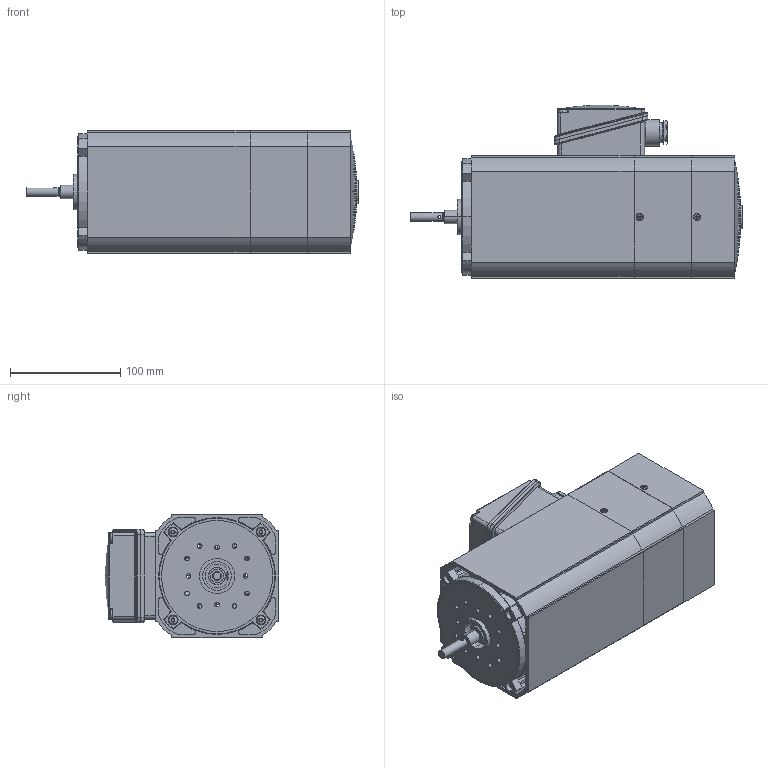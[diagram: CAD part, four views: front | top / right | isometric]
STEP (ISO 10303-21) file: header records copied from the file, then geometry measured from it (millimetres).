
FILE_DESCRIPTION (( 'STEP AP203' ), '1' );
FILE_NAME ('Motor_IGL100-80-+-E-201510.STEP', '2012-07-25T09:41:31', ( '' ), ( '' ), 'SwSTEP 2.0', 'SolidWorks 2011', '' );
FILE_SCHEMA (( 'CONFIG_CONTROL_DESIGN' ));
Length unit declared in the file: millimetre
Products named in the file (1): Motor_IGL100-80-+-E-201510
Bounding box: 301.5 x 157.5 x 112 mm (x, y, z)
Surface area: 282124.2 mm2 (no closed solid volume)
Topology: 0 solids, 43 shells, 954 faces, 3161 edges, 2164 vertices
Faces by surface type: plane 486, cylinder 313, torus 50, cone 43, bspline 39, sphere 23
Entity records: 37151 total; most frequent: CARTESIAN_POINT 9929, DIRECTION 5955, ORIENTED_EDGE 5046, EDGE_CURVE 3153, AXIS2_PLACEMENT_3D 2260, VERTEX_POINT 2164, VECTOR 1435, LINE 1435
